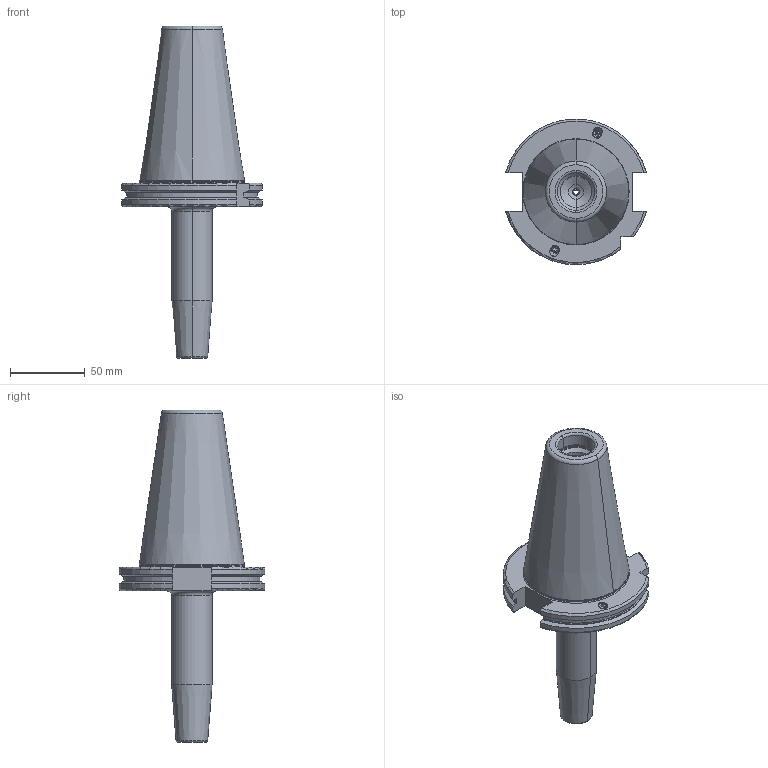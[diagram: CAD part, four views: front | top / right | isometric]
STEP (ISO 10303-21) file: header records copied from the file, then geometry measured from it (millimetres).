
FILE_DESCRIPTION((''),'2;1');
FILE_NAME('503_71_08_1','2020-04-21T',('104091'),(''),'CREO PARAMETRIC BY PTC INC, 2015290','CREO PARAMETRIC BY PTC INC, 2015290','');
FILE_SCHEMA(('CONFIG_CONTROL_DESIGN'));
Length unit declared in the file: millimetre
Products named in the file (1): 503_71_08_1
Bounding box: 94.05 x 97.31 x 221.75 mm (x, y, z)
Volume: 368820.4 mm3; surface area: 54229.6 mm2
Topology: 1 solids, 3 shells, 161 faces, 384 edges, 240 vertices
Faces by surface type: plane 48, cone 42, cylinder 41, torus 30
Entity records: 4884 total; most frequent: CARTESIAN_POINT 1096, DIRECTION 827, ORIENTED_EDGE 746, EDGE_CURVE 373, AXIS2_PLACEMENT_3D 325, VERTEX_POINT 230, VECTOR 177, LINE 177
